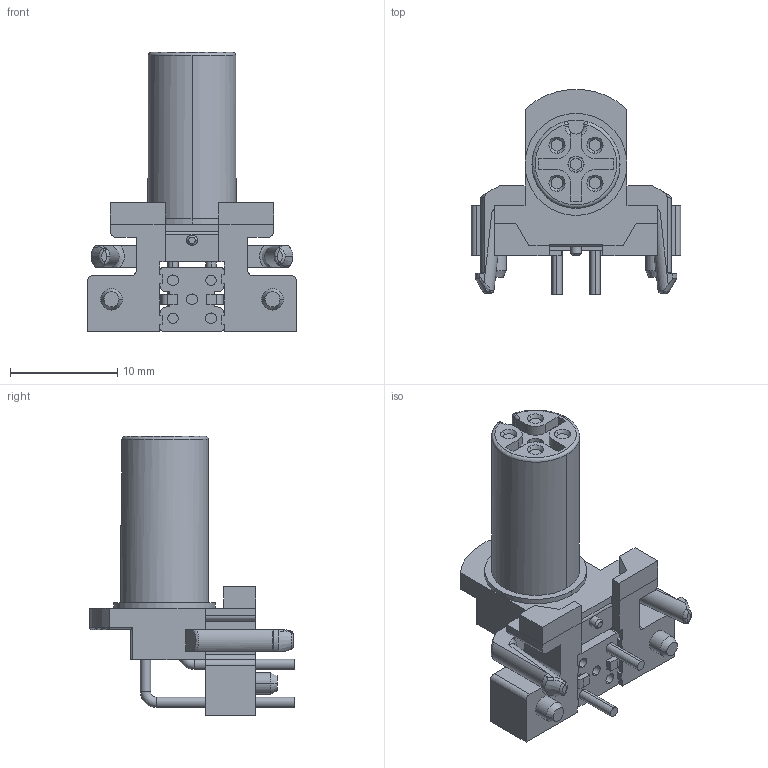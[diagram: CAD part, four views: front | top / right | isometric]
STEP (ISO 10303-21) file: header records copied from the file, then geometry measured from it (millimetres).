
FILE_DESCRIPTION (( 'STEP AP214' ), '1' );
FILE_NAME ('T4145015021-001 Plastic.STEP', '2021-10-19T07:53:48', ( '' ), ( '' ), 'SwSTEP 2.0', 'SolidWorks 2020', '' );
FILE_SCHEMA (( 'AUTOMOTIVE_DESIGN' ));
Length unit declared in the file: millimetre
Products named in the file (3): Front Plastic; Back Plastic; T4145015021-001 Plastic
Assembly tree (2 placements, depth 2):
  T4145015021-001 Plastic
    Back Plastic
    Front Plastic
Bounding box: 19.5 x 19.08 x 26 mm (x, y, z)
Volume: 1897.8 mm3; surface area: 2003.8 mm2
Topology: 4 solids, 4 shells, 392 faces, 1041 edges, 670 vertices
Faces by surface type: plane 238, cylinder 90, cone 38, bspline 12, torus 10, sphere 4
Entity records: 13834 total; most frequent: CARTESIAN_POINT 3552, ORIENTED_EDGE 2078, DIRECTION 1997, EDGE_CURVE 1039, VECTOR 731, LINE 731, VERTEX_POINT 670, AXIS2_PLACEMENT_3D 633
